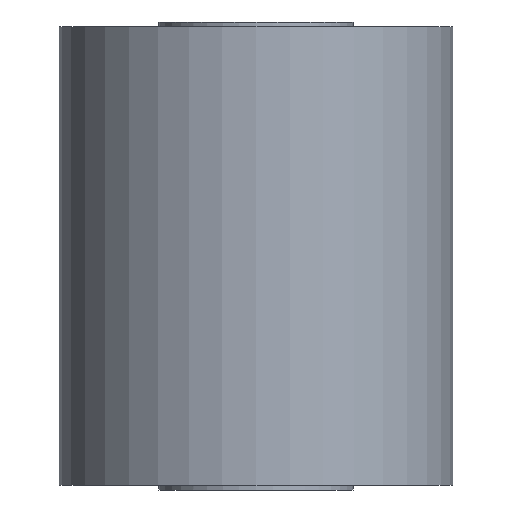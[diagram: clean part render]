
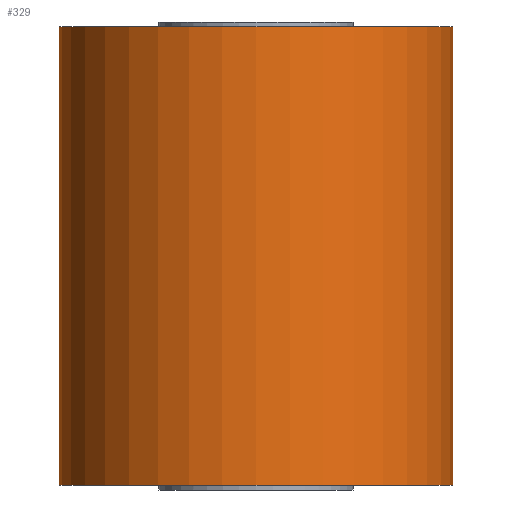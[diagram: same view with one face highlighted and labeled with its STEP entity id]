
A CAD part, front view. The second image highlights one B-rep face of the part: STEP entity #329.
In plain terms, the highlighted cylindrical face has radius 21.25 mm (diameter 42.5 mm), a partial arc.
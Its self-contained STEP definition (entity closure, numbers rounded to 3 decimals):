
#2 = DIRECTION ( 'NONE',  ( 1., 0., 0. ) ) ;
#213 = ORIENTED_EDGE ( 'NONE', *, *, #1972, .T. ) ;
#329 = ADVANCED_FACE ( 'NONE', ( #1550 ), #711, .T. ) ;
#554 = DIRECTION ( 'NONE',  ( 0., 0., 1. ) ) ;
#560 = DIRECTION ( 'NONE',  ( 0., 0., 1. ) ) ;
#593 = AXIS2_PLACEMENT_3D ( 'NONE', #1355, #2008, #2 ) ;
#604 = DIRECTION ( 'NONE',  ( 1., 0., 0. ) ) ;
#651 = ORIENTED_EDGE ( 'NONE', *, *, #838, .F. ) ;
#711 = CYLINDRICAL_SURFACE ( 'NONE', #1480, 21.25 ) ;
#765 = EDGE_CURVE ( 'NONE', #2075, #941, #1562, .T. ) ;
#838 = EDGE_CURVE ( 'NONE', #2124, #1435, #1272, .T. ) ;
#858 = VECTOR ( 'NONE', #1366, 1000. ) ;
#884 = CARTESIAN_POINT ( 'NONE',  ( 21.25, 0., 74.207 ) ) ;
#889 = CARTESIAN_POINT ( 'NONE',  ( -21.25, 0., 24.75 ) ) ;
#913 = CARTESIAN_POINT ( 'NONE',  ( 0., 0., 74.207 ) ) ;
#941 = VERTEX_POINT ( 'NONE', #1246 ) ;
#950 = CARTESIAN_POINT ( 'NONE',  ( 21.25, 0., -24.75 ) ) ;
#961 = ORIENTED_EDGE ( 'NONE', *, *, #765, .T. ) ;
#963 = VECTOR ( 'NONE', #1920, 1000. ) ;
#1246 = CARTESIAN_POINT ( 'NONE',  ( 21.25, 0., 24.75 ) ) ;
#1251 = CIRCLE ( 'NONE', #1322, 21.25 ) ;
#1264 = DIRECTION ( 'NONE',  ( 1., 0., 0. ) ) ;
#1272 = LINE ( 'NONE', #1764, #963 ) ;
#1319 = EDGE_LOOP ( 'NONE', ( #651, #213, #961, #1812 ) ) ;
#1322 = AXIS2_PLACEMENT_3D ( 'NONE', #1579, #560, #604 ) ;
#1355 = CARTESIAN_POINT ( 'NONE',  ( 0., 0., 24.75 ) ) ;
#1366 = DIRECTION ( 'NONE',  ( 0., 0., 1. ) ) ;
#1435 = VERTEX_POINT ( 'NONE', #889 ) ;
#1480 = AXIS2_PLACEMENT_3D ( 'NONE', #913, #554, #1264 ) ;
#1550 = FACE_OUTER_BOUND ( 'NONE', #1319, .T. ) ;
#1562 = LINE ( 'NONE', #884, #858 ) ;
#1579 = CARTESIAN_POINT ( 'NONE',  ( 0., 0., -24.75 ) ) ;
#1764 = CARTESIAN_POINT ( 'NONE',  ( -21.25, 0., 74.207 ) ) ;
#1812 = ORIENTED_EDGE ( 'NONE', *, *, #1931, .F. ) ;
#1837 = CIRCLE ( 'NONE', #593, 21.25 ) ;
#1920 = DIRECTION ( 'NONE',  ( 0., 0., 1. ) ) ;
#1931 = EDGE_CURVE ( 'NONE', #1435, #941, #1837, .T. ) ;
#1972 = EDGE_CURVE ( 'NONE', #2124, #2075, #1251, .T. ) ;
#2008 = DIRECTION ( 'NONE',  ( 0., 0., 1. ) ) ;
#2075 = VERTEX_POINT ( 'NONE', #950 ) ;
#2124 = VERTEX_POINT ( 'NONE', #2132 ) ;
#2132 = CARTESIAN_POINT ( 'NONE',  ( -21.25, 0., -24.75 ) ) ;
